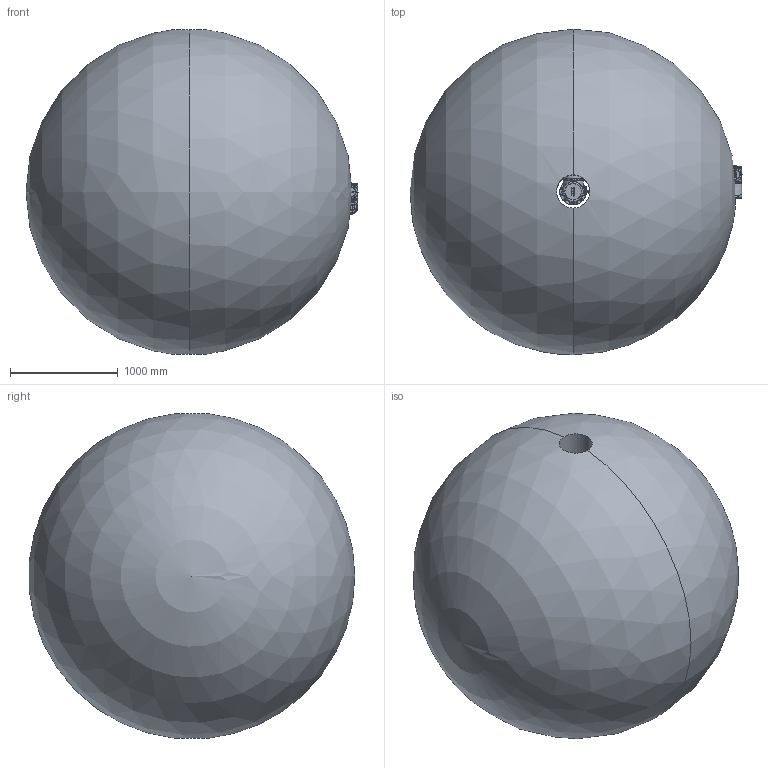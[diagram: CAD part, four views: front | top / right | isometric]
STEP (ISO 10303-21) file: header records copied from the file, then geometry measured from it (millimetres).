
FILE_DESCRIPTION (( 'STEP AP214' ), '1' );
FILE_NAME ('Pro 16.STEP', '2022-06-07T06:25:05', ( '' ), ( '' ), 'SwSTEP 2.0', 'SolidWorks 2016', '' );
FILE_SCHEMA (( 'AUTOMOTIVE_DESIGN' ));
Length unit declared in the file: millimetre
Products named in the file (9): Pro 16 04; Pro 16 00; Pro 16 03; Pro 16 01; Pro 16 06; Pro 16; Pro 16 02; Pro 16 Working Space; Pro 16 05
Assembly tree (8 placements, depth 2):
  Pro 16
    Pro 16 00
    Pro 16 01
    Pro 16 02
    Pro 16 03
    Pro 16 04
    Pro 16 05
    Pro 16 06
    Pro 16 Working Space
Bounding box: 3082.22 x 3022.05 x 3011.96 mm (x, y, z)
Volume: 14285226021.6 mm3; surface area: 33721661.5 mm2
Topology: 18 solids, 25 shells, 1813 faces, 4656 edges, 3030 vertices
Faces by surface type: plane 792, cylinder 513, bspline 294, torus 117, cone 93, sphere 4
Entity records: 90247 total; most frequent: CARTESIAN_POINT 38521, ORIENTED_EDGE 9188, DIRECTION 8192, EDGE_CURVE 4594, VERTEX_POINT 3024, AXIS2_PLACEMENT_3D 2992, LINE 2208, VECTOR 2208
